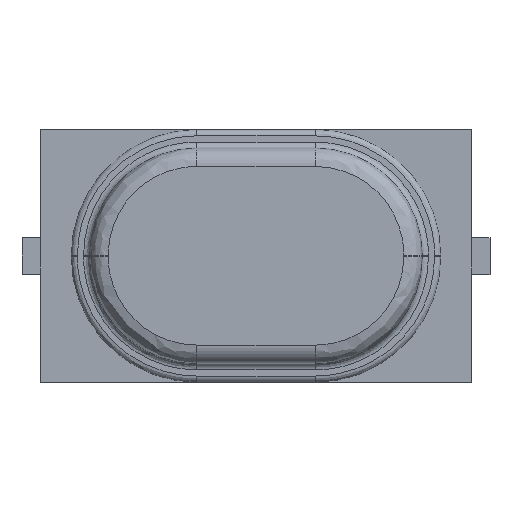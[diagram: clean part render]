
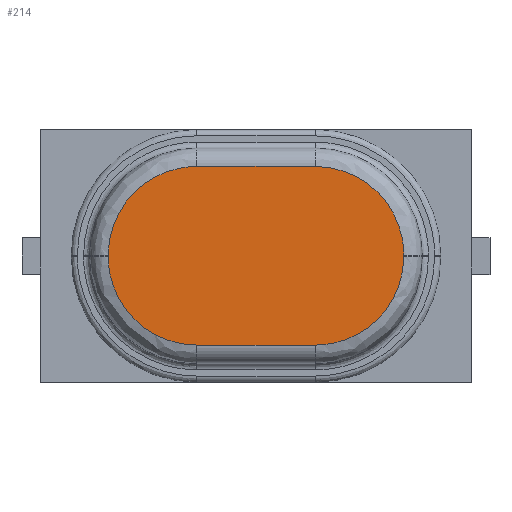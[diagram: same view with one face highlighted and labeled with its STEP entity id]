
A CAD part, top view. The second image highlights one B-rep face of the part: STEP entity #214.
In plain terms, the highlighted planar face has unit normal (0, 0, 1).
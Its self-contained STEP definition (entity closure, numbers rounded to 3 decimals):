
#11 = CARTESIAN_POINT ( 'NONE',  ( 5.304, 1.45, 2.3 ) ) ;
#17 = VERTEX_POINT ( 'NONE', #1752 ) ;
#83 =( BOUNDED_CURVE ( )  B_SPLINE_CURVE ( 3, ( #2482, #3025, #421, #2461 ),
 .UNSPECIFIED., .F., .T. ) 
 B_SPLINE_CURVE_WITH_KNOTS ( ( 4, 4 ),
 ( 0., 1. ),
 .UNSPECIFIED. ) 
 CURVE ( )  GEOMETRIC_REPRESENTATION_ITEM ( )  RATIONAL_B_SPLINE_CURVE ( ( 1., 0.805, 0.805, 1. ) ) 
 REPRESENTATION_ITEM ( '' )  );
#214 = ADVANCED_FACE ( 'NONE', ( #2968 ), #334, .F. ) ;
#227 = VECTOR ( 'NONE', #2646, 1000. ) ;
#297 = CARTESIAN_POINT ( 'NONE',  ( 2.54, -1.45, 2.3 ) ) ;
#334 = PLANE ( 'NONE',  #2296 ) ;
#421 = CARTESIAN_POINT ( 'NONE',  ( 1.1, -0.854, 2.3 ) ) ;
#423 =( BOUNDED_CURVE ( )  B_SPLINE_CURVE ( 3, ( #1674, #1104, #1620, #856 ),
 .UNSPECIFIED., .F., .T. ) 
 B_SPLINE_CURVE_WITH_KNOTS ( ( 4, 4 ),
 ( 0., 1. ),
 .UNSPECIFIED. ) 
 CURVE ( )  GEOMETRIC_REPRESENTATION_ITEM ( )  RATIONAL_B_SPLINE_CURVE ( ( 1., 0.805, 0.805, 1. ) ) 
 REPRESENTATION_ITEM ( '' )  );
#484 = ORIENTED_EDGE ( 'NONE', *, *, #1078, .F. ) ;
#535 = CARTESIAN_POINT ( 'NONE',  ( 4.46, -1.45, 2.3 ) ) ;
#609 = EDGE_CURVE ( 'NONE', #1075, #2695, #1722, .T. ) ;
#637 = VERTEX_POINT ( 'NONE', #1598 ) ;
#786 = CARTESIAN_POINT ( 'NONE',  ( 1.1, 0.01, 2.3 ) ) ;
#830 = CARTESIAN_POINT ( 'NONE',  ( 0.8, 1.75, 2.3 ) ) ;
#849 = VECTOR ( 'NONE', #1386, 1000. ) ;
#856 = CARTESIAN_POINT ( 'NONE',  ( 2.54, 1.45, 2.3 ) ) ;
#907 = DIRECTION ( 'NONE',  ( 1., 0., 0. ) ) ;
#962 = LINE ( 'NONE', #979, #2833 ) ;
#979 = CARTESIAN_POINT ( 'NONE',  ( 4.46, 1.45, 2.3 ) ) ;
#1064 = ORIENTED_EDGE ( 'NONE', *, *, #1136, .F. ) ;
#1075 = VERTEX_POINT ( 'NONE', #1863 ) ;
#1078 = EDGE_CURVE ( 'NONE', #17, #637, #3142, .T. ) ;
#1081 = LINE ( 'NONE', #786, #227 ) ;
#1104 = CARTESIAN_POINT ( 'NONE',  ( 1.1, 0.854, 2.3 ) ) ;
#1128 = ORIENTED_EDGE ( 'NONE', *, *, #2387, .F. ) ;
#1136 = EDGE_CURVE ( 'NONE', #637, #2812, #83, .T. ) ;
#1159 = VERTEX_POINT ( 'NONE', #2168 ) ;
#1240 = LINE ( 'NONE', #1530, #1592 ) ;
#1335 = CARTESIAN_POINT ( 'NONE',  ( 5.304, -1.45, 2.3 ) ) ;
#1338 = CARTESIAN_POINT ( 'NONE',  ( 5.9, 0.01, 2.3 ) ) ;
#1386 = DIRECTION ( 'NONE',  ( -1., 0., 0. ) ) ;
#1456 = EDGE_CURVE ( 'NONE', #2355, #1159, #423, .T. ) ;
#1486 = CARTESIAN_POINT ( 'NONE',  ( 5.9, 0.01, 2.3 ) ) ;
#1530 = CARTESIAN_POINT ( 'NONE',  ( 5.9, 1.75, 2.3 ) ) ;
#1534 = CARTESIAN_POINT ( 'NONE',  ( 5.9, -0.01, 2.3 ) ) ;
#1592 = VECTOR ( 'NONE', #2278, 1000. ) ;
#1598 = CARTESIAN_POINT ( 'NONE',  ( 2.54, -1.45, 2.3 ) ) ;
#1620 = CARTESIAN_POINT ( 'NONE',  ( 1.696, 1.45, 2.3 ) ) ;
#1674 = CARTESIAN_POINT ( 'NONE',  ( 1.1, 0.01, 2.3 ) ) ;
#1722 =( BOUNDED_CURVE ( )  B_SPLINE_CURVE ( 3, ( #2074, #11, #3147, #1338 ),
 .UNSPECIFIED., .F., .T. ) 
 B_SPLINE_CURVE_WITH_KNOTS ( ( 4, 4 ),
 ( 0., 1. ),
 .UNSPECIFIED. ) 
 CURVE ( )  GEOMETRIC_REPRESENTATION_ITEM ( )  RATIONAL_B_SPLINE_CURVE ( ( 1., 0.805, 0.805, 1. ) ) 
 REPRESENTATION_ITEM ( '' )  );
#1752 = CARTESIAN_POINT ( 'NONE',  ( 4.46, -1.45, 2.3 ) ) ;
#1775 = CARTESIAN_POINT ( 'NONE',  ( 1.1, 0.01, 2.3 ) ) ;
#1863 = CARTESIAN_POINT ( 'NONE',  ( 4.46, 1.45, 2.3 ) ) ;
#2074 = CARTESIAN_POINT ( 'NONE',  ( 4.46, 1.45, 2.3 ) ) ;
#2127 = ORIENTED_EDGE ( 'NONE', *, *, #2499, .F. ) ;
#2137 = CARTESIAN_POINT ( 'NONE',  ( 5.9, -0.01, 2.3 ) ) ;
#2159 = ORIENTED_EDGE ( 'NONE', *, *, #1456, .F. ) ;
#2168 = CARTESIAN_POINT ( 'NONE',  ( 2.54, 1.45, 2.3 ) ) ;
#2278 = DIRECTION ( 'NONE',  ( 0., -1., 0. ) ) ;
#2296 = AXIS2_PLACEMENT_3D ( 'NONE', #830, #2680, #2664 ) ;
#2355 = VERTEX_POINT ( 'NONE', #1775 ) ;
#2387 = EDGE_CURVE ( 'NONE', #1159, #1075, #962, .T. ) ;
#2461 = CARTESIAN_POINT ( 'NONE',  ( 1.1, -0.01, 2.3 ) ) ;
#2482 = CARTESIAN_POINT ( 'NONE',  ( 2.54, -1.45, 2.3 ) ) ;
#2499 = EDGE_CURVE ( 'NONE', #2695, #2914, #1240, .T. ) ;
#2513 = ORIENTED_EDGE ( 'NONE', *, *, #3218, .F. ) ;
#2613 = CARTESIAN_POINT ( 'NONE',  ( 5.9, -0.854, 2.3 ) ) ;
#2646 = DIRECTION ( 'NONE',  ( 0., 1., 0. ) ) ;
#2664 = DIRECTION ( 'NONE',  ( -1., 0., 0. ) ) ;
#2680 = DIRECTION ( 'NONE',  ( 0., 0., -1. ) ) ;
#2695 = VERTEX_POINT ( 'NONE', #1486 ) ;
#2726 = CARTESIAN_POINT ( 'NONE',  ( 1.1, -0.01, 2.3 ) ) ;
#2812 = VERTEX_POINT ( 'NONE', #2726 ) ;
#2833 = VECTOR ( 'NONE', #907, 1000. ) ;
#2914 = VERTEX_POINT ( 'NONE', #1534 ) ;
#2968 = FACE_OUTER_BOUND ( 'NONE', #3073, .T. ) ;
#3024 = ORIENTED_EDGE ( 'NONE', *, *, #3173, .F. ) ;
#3025 = CARTESIAN_POINT ( 'NONE',  ( 1.696, -1.45, 2.3 ) ) ;
#3073 = EDGE_LOOP ( 'NONE', ( #3024, #1064, #484, #2513, #2127, #3249, #1128, #2159 ) ) ;
#3086 =( BOUNDED_CURVE ( )  B_SPLINE_CURVE ( 3, ( #2137, #2613, #1335, #535 ),
 .UNSPECIFIED., .F., .T. ) 
 B_SPLINE_CURVE_WITH_KNOTS ( ( 4, 4 ),
 ( 0., 1. ),
 .UNSPECIFIED. ) 
 CURVE ( )  GEOMETRIC_REPRESENTATION_ITEM ( )  RATIONAL_B_SPLINE_CURVE ( ( 1., 0.805, 0.805, 1. ) ) 
 REPRESENTATION_ITEM ( '' )  );
#3142 = LINE ( 'NONE', #297, #849 ) ;
#3147 = CARTESIAN_POINT ( 'NONE',  ( 5.9, 0.854, 2.3 ) ) ;
#3173 = EDGE_CURVE ( 'NONE', #2812, #2355, #1081, .T. ) ;
#3218 = EDGE_CURVE ( 'NONE', #2914, #17, #3086, .T. ) ;
#3249 = ORIENTED_EDGE ( 'NONE', *, *, #609, .F. ) ;
